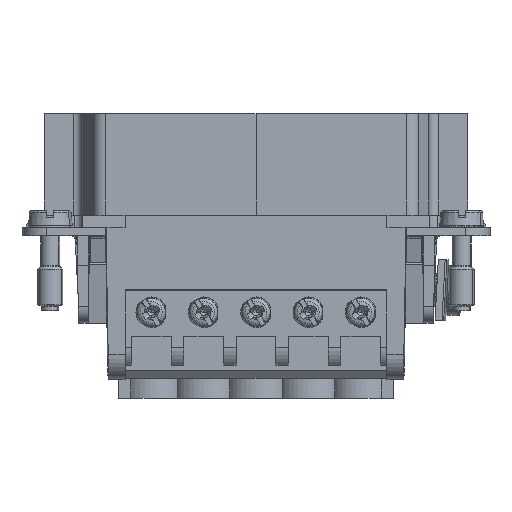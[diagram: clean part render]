
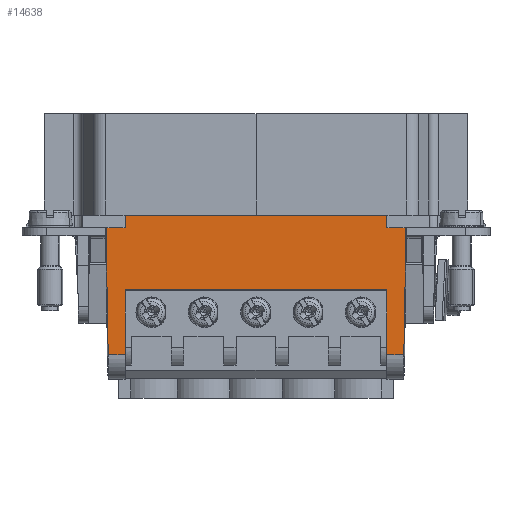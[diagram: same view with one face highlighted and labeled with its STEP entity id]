
A CAD part, left-side view. The second image highlights one B-rep face of the part: STEP entity #14638.
In plain terms, the highlighted planar face has unit normal (-1, 0, 0).
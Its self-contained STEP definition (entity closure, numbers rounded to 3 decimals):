
#14451=AXIS2_PLACEMENT_3D('Plane Axis2P3D',#14448,#14449,#14450) ;
#11555=CARTESIAN_POINT('Vertex',(0.1,43.9,5.362)) ;
#11587=CARTESIAN_POINT('Vertex',(0.1,43.9,12.95)) ;
#11590=CARTESIAN_POINT('Line Origine',(0.1,43.9,9.156)) ;
#11723=CARTESIAN_POINT('Vertex',(0.1,12.4,12.95)) ;
#11759=CARTESIAN_POINT('Line Origine',(0.1,12.4,9.156)) ;
#11763=CARTESIAN_POINT('Vertex',(0.1,12.4,5.362)) ;
#14411=CARTESIAN_POINT('Line Origine',(0.1,43.9,5.316)) ;
#14415=CARTESIAN_POINT('Vertex',(0.1,43.9,5.27)) ;
#14448=CARTESIAN_POINT('Axis2P3D Location',(0.1,15.55,22.05)) ;
#14453=CARTESIAN_POINT('Line Origine',(0.1,28.15,13.05)) ;
#14457=CARTESIAN_POINT('Vertex',(0.1,12.4,13.05)) ;
#14459=CARTESIAN_POINT('Vertex',(0.1,43.9,13.05)) ;
#14462=CARTESIAN_POINT('Line Origine',(0.1,12.4,13.)) ;
#14467=CARTESIAN_POINT('Line Origine',(0.1,12.4,5.316)) ;
#14471=CARTESIAN_POINT('Vertex',(0.1,12.4,5.27)) ;
#14474=CARTESIAN_POINT('Line Origine',(0.1,11.732,5.27)) ;
#14478=CARTESIAN_POINT('Vertex',(0.1,11.063,5.27)) ;
#14481=CARTESIAN_POINT('Line Origine',(0.1,10.982,5.27)) ;
#14485=CARTESIAN_POINT('Vertex',(0.1,10.9,5.27)) ;
#14488=CARTESIAN_POINT('Line Origine',(0.1,10.634,5.27)) ;
#14492=CARTESIAN_POINT('Vertex',(0.1,10.368,5.27)) ;
#14495=CARTESIAN_POINT('Line Origine',(0.1,10.276,10.538)) ;
#14499=CARTESIAN_POINT('Vertex',(0.1,10.184,15.805)) ;
#14502=CARTESIAN_POINT('Line Origine',(0.1,10.184,18.178)) ;
#14506=CARTESIAN_POINT('Vertex',(0.1,10.184,20.55)) ;
#14509=CARTESIAN_POINT('Line Origine',(0.1,10.542,20.55)) ;
#14513=CARTESIAN_POINT('Vertex',(0.1,10.9,20.55)) ;
#14516=CARTESIAN_POINT('Line Origine',(0.1,11.15,20.55)) ;
#14520=CARTESIAN_POINT('Vertex',(0.1,11.4,20.55)) ;
#14523=CARTESIAN_POINT('Line Origine',(0.1,11.9,20.55)) ;
#14527=CARTESIAN_POINT('Vertex',(0.1,12.4,20.55)) ;
#14530=CARTESIAN_POINT('Line Origine',(0.1,12.4,21.3)) ;
#14534=CARTESIAN_POINT('Vertex',(0.1,12.4,22.05)) ;
#14537=CARTESIAN_POINT('Line Origine',(0.1,28.15,22.05)) ;
#14541=CARTESIAN_POINT('Vertex',(0.1,43.9,22.05)) ;
#14544=CARTESIAN_POINT('Line Origine',(0.1,43.9,21.3)) ;
#14548=CARTESIAN_POINT('Vertex',(0.1,43.9,20.55)) ;
#14551=CARTESIAN_POINT('Line Origine',(0.1,44.4,20.55)) ;
#14555=CARTESIAN_POINT('Vertex',(0.1,44.9,20.55)) ;
#14558=CARTESIAN_POINT('Line Origine',(0.1,45.151,20.55)) ;
#14562=CARTESIAN_POINT('Vertex',(0.1,45.4,20.55)) ;
#14565=CARTESIAN_POINT('Line Origine',(0.1,45.758,20.55)) ;
#14569=CARTESIAN_POINT('Vertex',(0.1,46.116,20.55)) ;
#14572=CARTESIAN_POINT('Line Origine',(0.1,46.116,18.178)) ;
#14576=CARTESIAN_POINT('Vertex',(0.1,46.116,15.805)) ;
#14579=CARTESIAN_POINT('Line Origine',(0.1,46.024,10.538)) ;
#14583=CARTESIAN_POINT('Vertex',(0.1,45.932,5.27)) ;
#14586=CARTESIAN_POINT('Line Origine',(0.1,45.666,5.27)) ;
#14590=CARTESIAN_POINT('Vertex',(0.1,45.4,5.27)) ;
#14593=CARTESIAN_POINT('Line Origine',(0.1,45.318,5.27)) ;
#14597=CARTESIAN_POINT('Vertex',(0.1,45.237,5.27)) ;
#14600=CARTESIAN_POINT('Line Origine',(0.1,44.568,5.27)) ;
#14605=CARTESIAN_POINT('Line Origine',(0.1,43.9,13.)) ;
#11591=DIRECTION('Vector Direction',(0.,0.,-1.)) ;
#11760=DIRECTION('Vector Direction',(0.,0.,-1.)) ;
#14412=DIRECTION('Vector Direction',(0.,0.,-1.)) ;
#14449=DIRECTION('Axis2P3D Direction',(1.,0.,0.)) ;
#14450=DIRECTION('Axis2P3D XDirection',(0.,0.,-1.)) ;
#14454=DIRECTION('Vector Direction',(0.,1.,0.)) ;
#14463=DIRECTION('Vector Direction',(0.,0.,-1.)) ;
#14468=DIRECTION('Vector Direction',(0.,0.,-1.)) ;
#14475=DIRECTION('Vector Direction',(0.,-1.,0.)) ;
#14482=DIRECTION('Vector Direction',(0.,-1.,0.)) ;
#14489=DIRECTION('Vector Direction',(0.,-1.,0.)) ;
#14496=DIRECTION('Vector Direction',(0.,-0.017,1.)) ;
#14503=DIRECTION('Vector Direction',(0.,0.,-1.)) ;
#14510=DIRECTION('Vector Direction',(0.,-1.,0.)) ;
#14517=DIRECTION('Vector Direction',(0.,-1.,0.)) ;
#14524=DIRECTION('Vector Direction',(0.,-1.,0.)) ;
#14531=DIRECTION('Vector Direction',(0.,0.,-1.)) ;
#14538=DIRECTION('Vector Direction',(0.,1.,0.)) ;
#14545=DIRECTION('Vector Direction',(0.,0.,-1.)) ;
#14552=DIRECTION('Vector Direction',(0.,-1.,0.)) ;
#14559=DIRECTION('Vector Direction',(0.,-1.,0.)) ;
#14566=DIRECTION('Vector Direction',(0.,-1.,0.)) ;
#14573=DIRECTION('Vector Direction',(0.,0.,-1.)) ;
#14580=DIRECTION('Vector Direction',(0.,0.017,1.)) ;
#14587=DIRECTION('Vector Direction',(0.,-1.,0.)) ;
#14594=DIRECTION('Vector Direction',(0.,-1.,0.)) ;
#14601=DIRECTION('Vector Direction',(0.,-1.,0.)) ;
#14606=DIRECTION('Vector Direction',(0.,0.,-1.)) ;
#11592=VECTOR('Line Direction',#11591,1.) ;
#11761=VECTOR('Line Direction',#11760,1.) ;
#14413=VECTOR('Line Direction',#14412,1.) ;
#14455=VECTOR('Line Direction',#14454,1.) ;
#14464=VECTOR('Line Direction',#14463,1.) ;
#14469=VECTOR('Line Direction',#14468,1.) ;
#14476=VECTOR('Line Direction',#14475,1.) ;
#14483=VECTOR('Line Direction',#14482,1.) ;
#14490=VECTOR('Line Direction',#14489,1.) ;
#14497=VECTOR('Line Direction',#14496,1.) ;
#14504=VECTOR('Line Direction',#14503,1.) ;
#14511=VECTOR('Line Direction',#14510,1.) ;
#14518=VECTOR('Line Direction',#14517,1.) ;
#14525=VECTOR('Line Direction',#14524,1.) ;
#14532=VECTOR('Line Direction',#14531,1.) ;
#14539=VECTOR('Line Direction',#14538,1.) ;
#14546=VECTOR('Line Direction',#14545,1.) ;
#14553=VECTOR('Line Direction',#14552,1.) ;
#14560=VECTOR('Line Direction',#14559,1.) ;
#14567=VECTOR('Line Direction',#14566,1.) ;
#14574=VECTOR('Line Direction',#14573,1.) ;
#14581=VECTOR('Line Direction',#14580,1.) ;
#14588=VECTOR('Line Direction',#14587,1.) ;
#14595=VECTOR('Line Direction',#14594,1.) ;
#14602=VECTOR('Line Direction',#14601,1.) ;
#14607=VECTOR('Line Direction',#14606,1.) ;
#14611=ORIENTED_EDGE('',*,*,#14461,.F.) ;
#14612=ORIENTED_EDGE('',*,*,#14466,.F.) ;
#14613=ORIENTED_EDGE('',*,*,#11765,.F.) ;
#14614=ORIENTED_EDGE('',*,*,#14473,.F.) ;
#14615=ORIENTED_EDGE('',*,*,#14480,.T.) ;
#14616=ORIENTED_EDGE('',*,*,#14487,.T.) ;
#14617=ORIENTED_EDGE('',*,*,#14494,.T.) ;
#14618=ORIENTED_EDGE('',*,*,#14501,.T.) ;
#14619=ORIENTED_EDGE('',*,*,#14508,.F.) ;
#14620=ORIENTED_EDGE('',*,*,#14515,.F.) ;
#14621=ORIENTED_EDGE('',*,*,#14522,.F.) ;
#14622=ORIENTED_EDGE('',*,*,#14529,.F.) ;
#14623=ORIENTED_EDGE('',*,*,#14536,.T.) ;
#14624=ORIENTED_EDGE('',*,*,#14543,.T.) ;
#14625=ORIENTED_EDGE('',*,*,#14550,.F.) ;
#14626=ORIENTED_EDGE('',*,*,#14557,.T.) ;
#14627=ORIENTED_EDGE('',*,*,#14564,.T.) ;
#14628=ORIENTED_EDGE('',*,*,#14571,.T.) ;
#14629=ORIENTED_EDGE('',*,*,#14578,.T.) ;
#14630=ORIENTED_EDGE('',*,*,#14585,.F.) ;
#14631=ORIENTED_EDGE('',*,*,#14592,.F.) ;
#14632=ORIENTED_EDGE('',*,*,#14599,.F.) ;
#14633=ORIENTED_EDGE('',*,*,#14604,.F.) ;
#14634=ORIENTED_EDGE('',*,*,#14417,.T.) ;
#14635=ORIENTED_EDGE('',*,*,#11594,.T.) ;
#14636=ORIENTED_EDGE('',*,*,#14609,.T.) ;
#14638=ADVANCED_FACE('Hauptk\X2\00F6\X0\rper',(#14637),#14452,.F.) ;
#11594=EDGE_CURVE('',#11556,#11588,#11593,.F.) ;
#11765=EDGE_CURVE('',#11764,#11724,#11762,.F.) ;
#14417=EDGE_CURVE('',#14416,#11556,#14414,.F.) ;
#14461=EDGE_CURVE('',#14458,#14460,#14456,.T.) ;
#14466=EDGE_CURVE('',#11724,#14458,#14465,.F.) ;
#14473=EDGE_CURVE('',#14472,#11764,#14470,.F.) ;
#14480=EDGE_CURVE('',#14472,#14479,#14477,.T.) ;
#14487=EDGE_CURVE('',#14479,#14486,#14484,.T.) ;
#14494=EDGE_CURVE('',#14486,#14493,#14491,.T.) ;
#14501=EDGE_CURVE('',#14493,#14500,#14498,.T.) ;
#14508=EDGE_CURVE('',#14507,#14500,#14505,.T.) ;
#14515=EDGE_CURVE('',#14514,#14507,#14512,.T.) ;
#14522=EDGE_CURVE('',#14521,#14514,#14519,.T.) ;
#14529=EDGE_CURVE('',#14528,#14521,#14526,.T.) ;
#14536=EDGE_CURVE('',#14528,#14535,#14533,.F.) ;
#14543=EDGE_CURVE('',#14535,#14542,#14540,.T.) ;
#14550=EDGE_CURVE('',#14549,#14542,#14547,.F.) ;
#14557=EDGE_CURVE('',#14549,#14556,#14554,.F.) ;
#14564=EDGE_CURVE('',#14556,#14563,#14561,.F.) ;
#14571=EDGE_CURVE('',#14563,#14570,#14568,.F.) ;
#14578=EDGE_CURVE('',#14570,#14577,#14575,.T.) ;
#14585=EDGE_CURVE('',#14584,#14577,#14582,.T.) ;
#14592=EDGE_CURVE('',#14591,#14584,#14589,.F.) ;
#14599=EDGE_CURVE('',#14598,#14591,#14596,.F.) ;
#14604=EDGE_CURVE('',#14416,#14598,#14603,.F.) ;
#14609=EDGE_CURVE('',#11588,#14460,#14608,.F.) ;
#14610=EDGE_LOOP('',(#14611,#14612,#14613,#14614,#14615,#14616,#14617,#14618,#14619,#14620,#14621,#14622,#14623,#14624,#14625,#14626,#14627,#14628,#14629,#14630,#14631,#14632,#14633,#14634,#14635,#14636)) ;
#14637=FACE_OUTER_BOUND('',#14610,.T.) ;
#11593=LINE('Line',#11590,#11592) ;
#11762=LINE('Line',#11759,#11761) ;
#14414=LINE('Line',#14411,#14413) ;
#14456=LINE('Line',#14453,#14455) ;
#14465=LINE('Line',#14462,#14464) ;
#14470=LINE('Line',#14467,#14469) ;
#14477=LINE('Line',#14474,#14476) ;
#14484=LINE('Line',#14481,#14483) ;
#14491=LINE('Line',#14488,#14490) ;
#14498=LINE('Line',#14495,#14497) ;
#14505=LINE('Line',#14502,#14504) ;
#14512=LINE('Line',#14509,#14511) ;
#14519=LINE('Line',#14516,#14518) ;
#14526=LINE('Line',#14523,#14525) ;
#14533=LINE('Line',#14530,#14532) ;
#14540=LINE('Line',#14537,#14539) ;
#14547=LINE('Line',#14544,#14546) ;
#14554=LINE('Line',#14551,#14553) ;
#14561=LINE('Line',#14558,#14560) ;
#14568=LINE('Line',#14565,#14567) ;
#14575=LINE('Line',#14572,#14574) ;
#14582=LINE('Line',#14579,#14581) ;
#14589=LINE('Line',#14586,#14588) ;
#14596=LINE('Line',#14593,#14595) ;
#14603=LINE('Line',#14600,#14602) ;
#14608=LINE('Line',#14605,#14607) ;
#14452=PLANE('',#14451) ;
#11556=VERTEX_POINT('',#11555) ;
#11588=VERTEX_POINT('',#11587) ;
#11724=VERTEX_POINT('',#11723) ;
#11764=VERTEX_POINT('',#11763) ;
#14416=VERTEX_POINT('',#14415) ;
#14458=VERTEX_POINT('',#14457) ;
#14460=VERTEX_POINT('',#14459) ;
#14472=VERTEX_POINT('',#14471) ;
#14479=VERTEX_POINT('',#14478) ;
#14486=VERTEX_POINT('',#14485) ;
#14493=VERTEX_POINT('',#14492) ;
#14500=VERTEX_POINT('',#14499) ;
#14507=VERTEX_POINT('',#14506) ;
#14514=VERTEX_POINT('',#14513) ;
#14521=VERTEX_POINT('',#14520) ;
#14528=VERTEX_POINT('',#14527) ;
#14535=VERTEX_POINT('',#14534) ;
#14542=VERTEX_POINT('',#14541) ;
#14549=VERTEX_POINT('',#14548) ;
#14556=VERTEX_POINT('',#14555) ;
#14563=VERTEX_POINT('',#14562) ;
#14570=VERTEX_POINT('',#14569) ;
#14577=VERTEX_POINT('',#14576) ;
#14584=VERTEX_POINT('',#14583) ;
#14591=VERTEX_POINT('',#14590) ;
#14598=VERTEX_POINT('',#14597) ;
